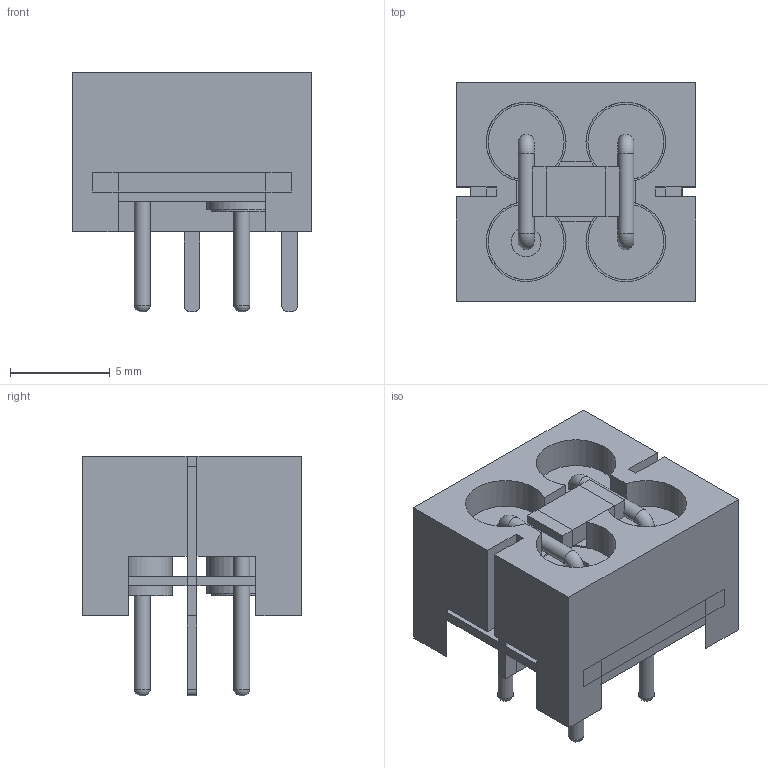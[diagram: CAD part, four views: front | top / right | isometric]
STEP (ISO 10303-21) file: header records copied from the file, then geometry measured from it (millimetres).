
FILE_DESCRIPTION(('FreeCAD Model'),'2;1');
FILE_NAME( 'EMI-Murata-BNX016.stp', '2018-05-03T08:35:21',('kicad StepUp'),('ksu MCAD'), 'Open CASCADE STEP processor 7.2','FreeCAD','Unknown');
FILE_SCHEMA(('AUTOMOTIVE_DESIGN { 1 0 10303 214 1 1 1 1 }'));
Length unit declared in the file: millimetre
Products named in the file (22): pin_B_end; pin_CG_end; cond_corpo; Base_metallo001; isolante_2; boccola_metallo; ferrite_end_3; isolante_1; ferrite_end_1; pin_CG_centrale_end; cond_pin_2; ferrite_end_2; isolante_3; Corpo_finale; filo_1; barra_laterale; pin_CG_lungo_end; ferrite_end_4; cond_pin_1; filo_2; pin_PSG_end; pin_CB_end
Bounding box: 12 x 11 x 12 mm (x, y, z)
Volume: 760.3 mm3; surface area: 1758 mm2
Topology: 22 solids, 22 shells, 160 faces, 349 edges, 222 vertices
Faces by surface type: plane 119, cylinder 33, revolution 4, torus 4
Full cylindrical faces by diameter (mm): 0.8 x13, 1.5 x1, 3 x3, 3.5 x4, 3.8 x4, 4 x4
Entity records: 4756 total; most frequent: CARTESIAN_POINT 752, DIRECTION 745, ORIENTED_EDGE 682, EDGE_CURVE 341, LINE 255, VECTOR 255, AXIS2_PLACEMENT_3D 243, VERTEX_POINT 222
